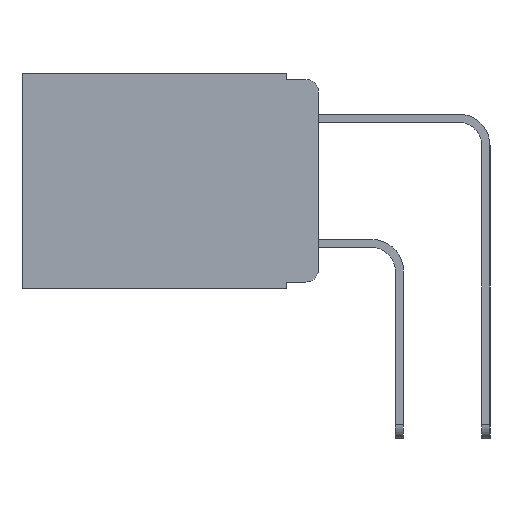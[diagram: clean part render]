
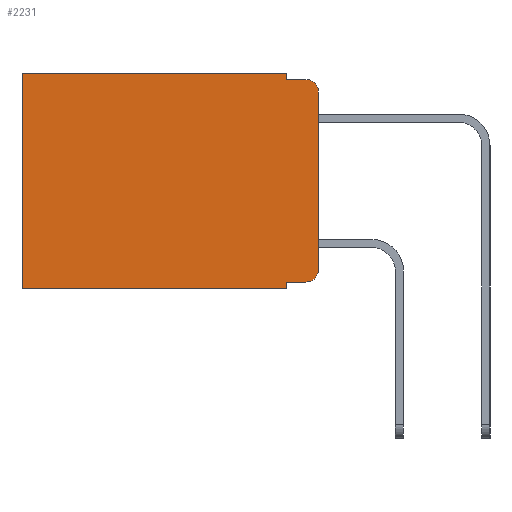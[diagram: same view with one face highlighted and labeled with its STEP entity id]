
A CAD part, left-side view. The second image highlights one B-rep face of the part: STEP entity #2231.
In plain terms, the highlighted planar face has unit normal (-1, 0, 0).
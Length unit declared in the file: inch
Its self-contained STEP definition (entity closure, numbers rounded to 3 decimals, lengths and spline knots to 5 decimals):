
#181 = VECTOR ( 'NONE', #11932, 39.37008 ) ;
#204 = CARTESIAN_POINT ( 'NONE',  ( 0.298, 0.051, 0. ) ) ;
#355 = LINE ( 'NONE', #6030, #2694 ) ;
#519 = ORIENTED_EDGE ( 'NONE', *, *, #4129, .T. ) ;
#751 = LINE ( 'NONE', #11081, #2780 ) ;
#764 = VECTOR ( 'NONE', #9806, 39.37008 ) ;
#772 = DIRECTION ( 'NONE',  ( -1., 0., 0. ) ) ;
#775 = CARTESIAN_POINT ( 'NONE',  ( 0.298, 0.02, -0.313 ) ) ;
#992 = DIRECTION ( 'NONE',  ( 0., 0., -1. ) ) ;
#995 = DIRECTION ( 'NONE',  ( 0., 0., -1. ) ) ;
#1079 = VERTEX_POINT ( 'NONE', #4820 ) ;
#1154 = CARTESIAN_POINT ( 'NONE',  ( 0.298, 0., 0. ) ) ;
#1162 = DIRECTION ( 'NONE',  ( 0., -1., 0. ) ) ;
#1216 = CARTESIAN_POINT ( 'NONE',  ( 0.298, 0., -0.343 ) ) ;
#1771 = ORIENTED_EDGE ( 'NONE', *, *, #3697, .T. ) ;
#1779 = EDGE_CURVE ( 'NONE', #10459, #5473, #2207, .T. ) ;
#1913 = CARTESIAN_POINT ( 'NONE',  ( 0.298, 0.473, 0. ) ) ;
#1957 = ORIENTED_EDGE ( 'NONE', *, *, #5058, .F. ) ;
#2056 = DIRECTION ( 'NONE',  ( 1., 0., 0. ) ) ;
#2207 = LINE ( 'NONE', #1216, #2829 ) ;
#2231 = ADVANCED_FACE ( 'NONE', ( #2503 ), #4653, .F. ) ;
#2263 = ORIENTED_EDGE ( 'NONE', *, *, #3116, .F. ) ;
#2475 = CARTESIAN_POINT ( 'NONE',  ( 0.298, 0.02, -0.03 ) ) ;
#2503 = FACE_OUTER_BOUND ( 'NONE', #5953, .T. ) ;
#2522 = LINE ( 'NONE', #3142, #12873 ) ;
#2694 = VECTOR ( 'NONE', #995, 39.37008 ) ;
#2780 = VECTOR ( 'NONE', #7844, 39.37008 ) ;
#2829 = VECTOR ( 'NONE', #11854, 39.37008 ) ;
#3037 = EDGE_CURVE ( 'NONE', #5924, #1079, #7397, .T. ) ;
#3116 = EDGE_CURVE ( 'NONE', #5924, #8706, #4087, .T. ) ;
#3127 = ORIENTED_EDGE ( 'NONE', *, *, #9509, .T. ) ;
#3142 = CARTESIAN_POINT ( 'NONE',  ( 0.298, 0.051, -0.01 ) ) ;
#3182 = LINE ( 'NONE', #3909, #181 ) ;
#3243 = CARTESIAN_POINT ( 'NONE',  ( 0.298, 0., 0. ) ) ;
#3386 = DIRECTION ( 'NONE',  ( -1., 0., 0. ) ) ;
#3485 = CARTESIAN_POINT ( 'NONE',  ( 0.298, 0.02, -0.333 ) ) ;
#3544 = CARTESIAN_POINT ( 'NONE',  ( 0.298, 0., -0.03 ) ) ;
#3697 = EDGE_CURVE ( 'NONE', #9551, #5473, #751, .T. ) ;
#3909 = CARTESIAN_POINT ( 'NONE',  ( 0.298, 0.051, -0.333 ) ) ;
#4087 = LINE ( 'NONE', #1154, #764 ) ;
#4129 = EDGE_CURVE ( 'NONE', #7039, #9551, #9393, .T. ) ;
#4261 = EDGE_CURVE ( 'NONE', #9372, #8706, #7206, .T. ) ;
#4424 = DIRECTION ( 'NONE',  ( 0., 0., -1. ) ) ;
#4653 = PLANE ( 'NONE',  #6509 ) ;
#4820 = CARTESIAN_POINT ( 'NONE',  ( 0.298, 0.02, -0.01 ) ) ;
#4993 = ORIENTED_EDGE ( 'NONE', *, *, #7748, .F. ) ;
#5058 = EDGE_CURVE ( 'NONE', #7039, #9653, #9366, .T. ) ;
#5473 = VERTEX_POINT ( 'NONE', #12806 ) ;
#5808 = CARTESIAN_POINT ( 'NONE',  ( 0.298, 0., 0. ) ) ;
#5904 = DIRECTION ( 'NONE',  ( 0., 1., 0. ) ) ;
#5924 = VERTEX_POINT ( 'NONE', #3544 ) ;
#5953 = EDGE_LOOP ( 'NONE', ( #2263, #9537, #7156, #1957, #519, #1771, #10224, #4993, #3127, #7067 ) ) ;
#6030 = CARTESIAN_POINT ( 'NONE',  ( 0.298, 0.051, 0. ) ) ;
#6114 = VECTOR ( 'NONE', #5904, 39.37008 ) ;
#6509 = AXIS2_PLACEMENT_3D ( 'NONE', #3243, #2056, #4424 ) ;
#7039 = VERTEX_POINT ( 'NONE', #10331 ) ;
#7067 = ORIENTED_EDGE ( 'NONE', *, *, #4261, .T. ) ;
#7156 = ORIENTED_EDGE ( 'NONE', *, *, #8514, .F. ) ;
#7206 = CIRCLE ( 'NONE', #8558, 0.02 ) ;
#7287 = CARTESIAN_POINT ( 'NONE',  ( 0.298, 0.051, -0.343 ) ) ;
#7397 = CIRCLE ( 'NONE', #12876, 0.02 ) ;
#7494 = CARTESIAN_POINT ( 'NONE',  ( 0.298, 0., -0.313 ) ) ;
#7748 = EDGE_CURVE ( 'NONE', #10383, #10459, #355, .T. ) ;
#7844 = DIRECTION ( 'NONE',  ( 0., 0., -1. ) ) ;
#8514 = EDGE_CURVE ( 'NONE', #9653, #1079, #2522, .T. ) ;
#8558 = AXIS2_PLACEMENT_3D ( 'NONE', #775, #772, #992 ) ;
#8706 = VERTEX_POINT ( 'NONE', #7494 ) ;
#9153 = CARTESIAN_POINT ( 'NONE',  ( 0.298, 0.051, -0.333 ) ) ;
#9366 = LINE ( 'NONE', #204, #11409 ) ;
#9372 = VERTEX_POINT ( 'NONE', #3485 ) ;
#9393 = LINE ( 'NONE', #5808, #6114 ) ;
#9509 = EDGE_CURVE ( 'NONE', #10383, #9372, #3182, .T. ) ;
#9537 = ORIENTED_EDGE ( 'NONE', *, *, #3037, .T. ) ;
#9551 = VERTEX_POINT ( 'NONE', #1913 ) ;
#9653 = VERTEX_POINT ( 'NONE', #12106 ) ;
#9806 = DIRECTION ( 'NONE',  ( 0., 0., -1. ) ) ;
#10008 = DIRECTION ( 'NONE',  ( 0., 0., -1. ) ) ;
#10224 = ORIENTED_EDGE ( 'NONE', *, *, #1779, .F. ) ;
#10253 = DIRECTION ( 'NONE',  ( 0., 0., -1. ) ) ;
#10331 = CARTESIAN_POINT ( 'NONE',  ( 0.298, 0.051, 0. ) ) ;
#10383 = VERTEX_POINT ( 'NONE', #9153 ) ;
#10459 = VERTEX_POINT ( 'NONE', #7287 ) ;
#11081 = CARTESIAN_POINT ( 'NONE',  ( 0.298, 0.473, 0. ) ) ;
#11409 = VECTOR ( 'NONE', #10253, 39.37008 ) ;
#11854 = DIRECTION ( 'NONE',  ( 0., 1., 0. ) ) ;
#11932 = DIRECTION ( 'NONE',  ( 0., -1., 0. ) ) ;
#12106 = CARTESIAN_POINT ( 'NONE',  ( 0.298, 0.051, -0.01 ) ) ;
#12806 = CARTESIAN_POINT ( 'NONE',  ( 0.298, 0.473, -0.343 ) ) ;
#12873 = VECTOR ( 'NONE', #1162, 39.37008 ) ;
#12876 = AXIS2_PLACEMENT_3D ( 'NONE', #2475, #3386, #10008 ) ;
